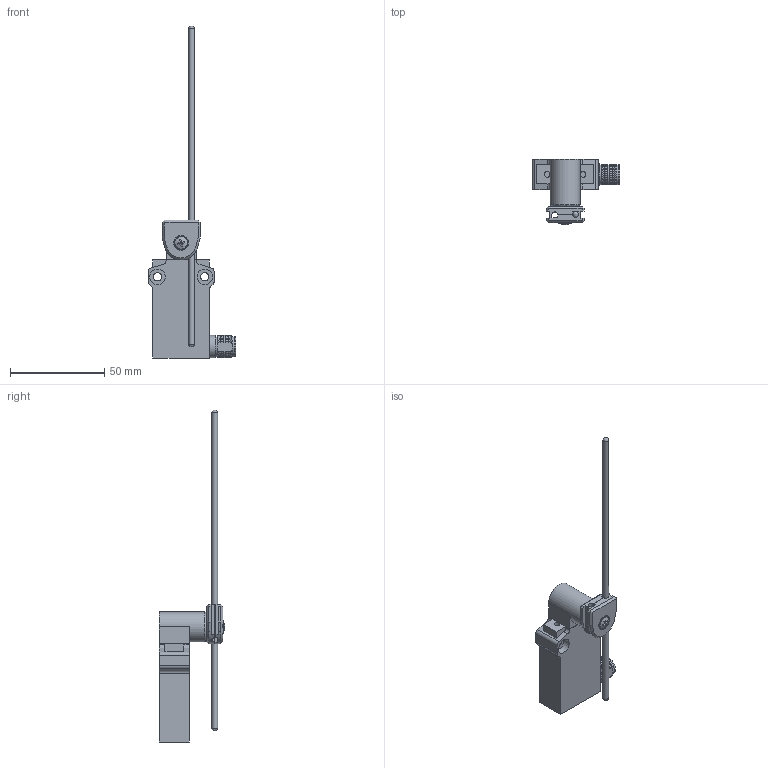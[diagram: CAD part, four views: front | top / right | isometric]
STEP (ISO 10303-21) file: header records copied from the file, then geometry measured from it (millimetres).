
FILE_DESCRIPTION (( 'STEP AP214' ), '1' );
FILE_NAME ('AEM2G7120Z11MR.STEP', '2020-05-21T14:22:50', ( '' ), ( '' ), 'SwSTEP 2.0', 'SolidWorks 2019', '' );
FILE_SCHEMA (( 'AUTOMOTIVE_DESIGN' ));
Length unit declared in the file: inch
Products named in the file (1): AEM2G7120Z11MR
Bounding box: 46.5 x 34.7 x 175.86 mm (x, y, z)
Volume: 34164.6 mm3; surface area: 13699.5 mm2
Topology: 7 solids, 7 shells, 239 faces, 603 edges, 392 vertices
Faces by surface type: plane 141, cylinder 61, cone 31, bspline 6
Full cylindrical faces by diameter (mm): 3 x3, 3.5 x1, 4.4 x2, 5 x3, 7 x1, 8 x2, 8.2 x4, 10.3 x1, 10.6 x2, 12 x1, 15.8 x1
Entity records: 10501 total; most frequent: CARTESIAN_POINT 1671, ORIENTED_EDGE 1148, DIRECTION 1120, EDGE_CURVE 574, VERTEX_POINT 392, AXIS2_PLACEMENT_3D 388, LINE 344, VECTOR 344
